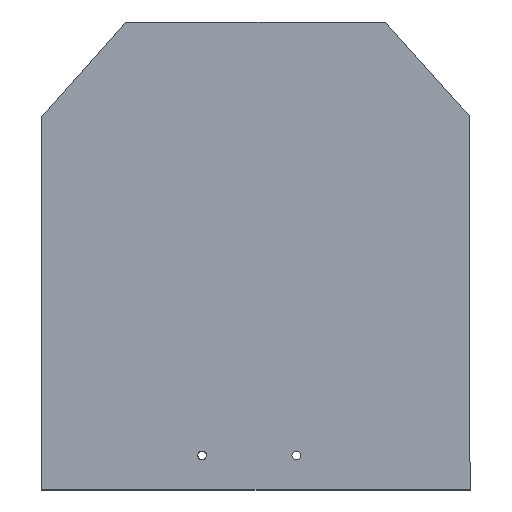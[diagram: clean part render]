
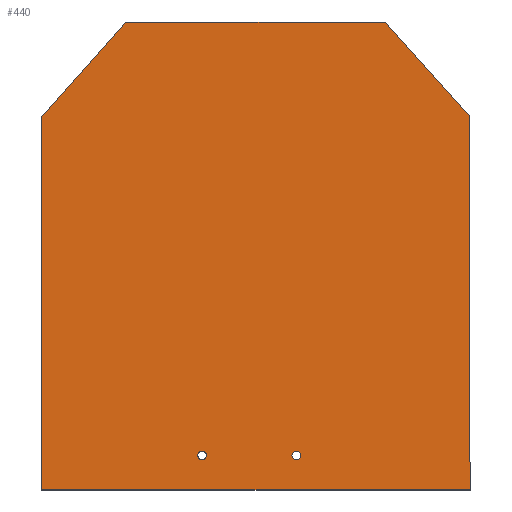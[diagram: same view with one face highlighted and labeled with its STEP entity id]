
A CAD part, top view. The second image highlights one B-rep face of the part: STEP entity #440.
In plain terms, the highlighted planar face has unit normal (0, 0, 1).
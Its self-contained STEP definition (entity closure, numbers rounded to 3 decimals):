
#35 = VERTEX_POINT('',#36);
#36 = CARTESIAN_POINT('',(129.2,-89.916,1.6));
#43 = PLANE('',#44);
#44 = AXIS2_PLACEMENT_3D('',#45,#46,#47);
#45 = CARTESIAN_POINT('',(129.2,-89.916,0.));
#46 = DIRECTION('',(0.747,-0.664,0.));
#47 = DIRECTION('',(-0.664,-0.747,0.));
#55 = PLANE('',#56);
#56 = AXIS2_PLACEMENT_3D('',#57,#58,#59);
#57 = CARTESIAN_POINT('',(150.2,-89.916,0.));
#58 = DIRECTION('',(0.,-1.,0.));
#59 = DIRECTION('',(-1.,0.,0.));
#67 = EDGE_CURVE('',#35,#68,#70,.T.);
#68 = VERTEX_POINT('',#69);
#69 = CARTESIAN_POINT('',(122.428,-97.536,1.6));
#70 = SURFACE_CURVE('',#71,(#75,#82),.PCURVE_S1.);
#71 = LINE('',#72,#73);
#72 = CARTESIAN_POINT('',(129.2,-89.916,1.6));
#73 = VECTOR('',#74,1.);
#74 = DIRECTION('',(-0.664,-0.747,0.));
#75 = PCURVE('',#43,#76);
#76 = DEFINITIONAL_REPRESENTATION('',(#77),#81);
#77 = LINE('',#78,#79);
#78 = CARTESIAN_POINT('',(0.,-1.6));
#79 = VECTOR('',#80,1.);
#80 = DIRECTION('',(1.,0.));
#81 = ( GEOMETRIC_REPRESENTATION_CONTEXT(2) 
PARAMETRIC_REPRESENTATION_CONTEXT() REPRESENTATION_CONTEXT('2D SPACE',''
  ) );
#82 = PCURVE('',#83,#88);
#83 = PLANE('',#84);
#84 = AXIS2_PLACEMENT_3D('',#85,#86,#87);
#85 = CARTESIAN_POINT('',(139.724,-110.155,1.6));
#86 = DIRECTION('',(0.,0.,1.));
#87 = DIRECTION('',(1.,0.,-0.));
#88 = DEFINITIONAL_REPRESENTATION('',(#89),#93);
#89 = LINE('',#90,#91);
#90 = CARTESIAN_POINT('',(-10.524,20.239));
#91 = VECTOR('',#92,1.);
#92 = DIRECTION('',(-0.664,-0.747));
#93 = ( GEOMETRIC_REPRESENTATION_CONTEXT(2) 
PARAMETRIC_REPRESENTATION_CONTEXT() REPRESENTATION_CONTEXT('2D SPACE',''
  ) );
#111 = PLANE('',#112);
#112 = AXIS2_PLACEMENT_3D('',#113,#114,#115);
#113 = CARTESIAN_POINT('',(122.428,-97.536,0.));
#114 = DIRECTION('',(1.,0.,-0.));
#115 = DIRECTION('',(0.,-1.,0.));
#155 = VERTEX_POINT('',#156);
#156 = CARTESIAN_POINT('',(150.2,-89.916,1.6));
#170 = PLANE('',#171);
#171 = AXIS2_PLACEMENT_3D('',#172,#173,#174);
#172 = CARTESIAN_POINT('',(156.972,-97.45,0.));
#173 = DIRECTION('',(-0.744,-0.668,0.));
#174 = DIRECTION('',(-0.668,0.744,0.));
#182 = EDGE_CURVE('',#155,#35,#183,.T.);
#183 = SURFACE_CURVE('',#184,(#188,#195),.PCURVE_S1.);
#184 = LINE('',#185,#186);
#185 = CARTESIAN_POINT('',(150.2,-89.916,1.6));
#186 = VECTOR('',#187,1.);
#187 = DIRECTION('',(-1.,0.,0.));
#188 = PCURVE('',#55,#189);
#189 = DEFINITIONAL_REPRESENTATION('',(#190),#194);
#190 = LINE('',#191,#192);
#191 = CARTESIAN_POINT('',(0.,-1.6));
#192 = VECTOR('',#193,1.);
#193 = DIRECTION('',(1.,0.));
#194 = ( GEOMETRIC_REPRESENTATION_CONTEXT(2) 
PARAMETRIC_REPRESENTATION_CONTEXT() REPRESENTATION_CONTEXT('2D SPACE',''
  ) );
#195 = PCURVE('',#83,#196);
#196 = DEFINITIONAL_REPRESENTATION('',(#197),#201);
#197 = LINE('',#198,#199);
#198 = CARTESIAN_POINT('',(10.476,20.239));
#199 = VECTOR('',#200,1.);
#200 = DIRECTION('',(-1.,0.));
#201 = ( GEOMETRIC_REPRESENTATION_CONTEXT(2) 
PARAMETRIC_REPRESENTATION_CONTEXT() REPRESENTATION_CONTEXT('2D SPACE',''
  ) );
#229 = EDGE_CURVE('',#68,#230,#232,.T.);
#230 = VERTEX_POINT('',#231);
#231 = CARTESIAN_POINT('',(122.428,-127.762,1.6));
#232 = SURFACE_CURVE('',#233,(#237,#244),.PCURVE_S1.);
#233 = LINE('',#234,#235);
#234 = CARTESIAN_POINT('',(122.428,-97.536,1.6));
#235 = VECTOR('',#236,1.);
#236 = DIRECTION('',(0.,-1.,0.));
#237 = PCURVE('',#111,#238);
#238 = DEFINITIONAL_REPRESENTATION('',(#239),#243);
#239 = LINE('',#240,#241);
#240 = CARTESIAN_POINT('',(0.,-1.6));
#241 = VECTOR('',#242,1.);
#242 = DIRECTION('',(1.,0.));
#243 = ( GEOMETRIC_REPRESENTATION_CONTEXT(2) 
PARAMETRIC_REPRESENTATION_CONTEXT() REPRESENTATION_CONTEXT('2D SPACE',''
  ) );
#244 = PCURVE('',#83,#245);
#245 = DEFINITIONAL_REPRESENTATION('',(#246),#250);
#246 = LINE('',#247,#248);
#247 = CARTESIAN_POINT('',(-17.296,12.619));
#248 = VECTOR('',#249,1.);
#249 = DIRECTION('',(0.,-1.));
#250 = ( GEOMETRIC_REPRESENTATION_CONTEXT(2) 
PARAMETRIC_REPRESENTATION_CONTEXT() REPRESENTATION_CONTEXT('2D SPACE',''
  ) );
#268 = PLANE('',#269);
#269 = AXIS2_PLACEMENT_3D('',#270,#271,#272);
#270 = CARTESIAN_POINT('',(122.428,-127.762,0.));
#271 = DIRECTION('',(0.,1.,0.));
#272 = DIRECTION('',(1.,0.,0.));
#345 = PLANE('',#346);
#346 = AXIS2_PLACEMENT_3D('',#347,#348,#349);
#347 = CARTESIAN_POINT('',(157.054,-127.762,0.));
#348 = DIRECTION('',(-1.,-0.003,0.));
#349 = DIRECTION('',(-0.003,1.,0.));
#398 = CYLINDRICAL_SURFACE('',#399,0.35);
#399 = AXIS2_PLACEMENT_3D('',#400,#401,#402);
#400 = CARTESIAN_POINT('',(135.382,-124.968,-0.8));
#401 = DIRECTION('',(0.,0.,1.));
#402 = DIRECTION('',(1.,0.,-0.));
#429 = CYLINDRICAL_SURFACE('',#430,0.35);
#430 = AXIS2_PLACEMENT_3D('',#431,#432,#433);
#431 = CARTESIAN_POINT('',(143.002,-124.968,-0.8));
#432 = DIRECTION('',(0.,0.,1.));
#433 = DIRECTION('',(1.,0.,-0.));
#440 = ADVANCED_FACE('',(#441,#513,#539),#83,.T.);
#441 = FACE_BOUND('',#442,.T.);
#442 = EDGE_LOOP('',(#443,#444,#445,#468,#491,#512));
#443 = ORIENTED_EDGE('',*,*,#67,.T.);
#444 = ORIENTED_EDGE('',*,*,#229,.T.);
#445 = ORIENTED_EDGE('',*,*,#446,.T.);
#446 = EDGE_CURVE('',#230,#447,#449,.T.);
#447 = VERTEX_POINT('',#448);
#448 = CARTESIAN_POINT('',(157.054,-127.762,1.6));
#449 = SURFACE_CURVE('',#450,(#454,#461),.PCURVE_S1.);
#450 = LINE('',#451,#452);
#451 = CARTESIAN_POINT('',(122.428,-127.762,1.6));
#452 = VECTOR('',#453,1.);
#453 = DIRECTION('',(1.,0.,0.));
#454 = PCURVE('',#83,#455);
#455 = DEFINITIONAL_REPRESENTATION('',(#456),#460);
#456 = LINE('',#457,#458);
#457 = CARTESIAN_POINT('',(-17.296,-17.607));
#458 = VECTOR('',#459,1.);
#459 = DIRECTION('',(1.,0.));
#460 = ( GEOMETRIC_REPRESENTATION_CONTEXT(2) 
PARAMETRIC_REPRESENTATION_CONTEXT() REPRESENTATION_CONTEXT('2D SPACE',''
  ) );
#461 = PCURVE('',#268,#462);
#462 = DEFINITIONAL_REPRESENTATION('',(#463),#467);
#463 = LINE('',#464,#465);
#464 = CARTESIAN_POINT('',(0.,-1.6));
#465 = VECTOR('',#466,1.);
#466 = DIRECTION('',(1.,0.));
#467 = ( GEOMETRIC_REPRESENTATION_CONTEXT(2) 
PARAMETRIC_REPRESENTATION_CONTEXT() REPRESENTATION_CONTEXT('2D SPACE',''
  ) );
#468 = ORIENTED_EDGE('',*,*,#469,.T.);
#469 = EDGE_CURVE('',#447,#470,#472,.T.);
#470 = VERTEX_POINT('',#471);
#471 = CARTESIAN_POINT('',(156.972,-97.45,1.6));
#472 = SURFACE_CURVE('',#473,(#477,#484),.PCURVE_S1.);
#473 = LINE('',#474,#475);
#474 = CARTESIAN_POINT('',(157.054,-127.762,1.6));
#475 = VECTOR('',#476,1.);
#476 = DIRECTION('',(-0.003,1.,0.));
#477 = PCURVE('',#83,#478);
#478 = DEFINITIONAL_REPRESENTATION('',(#479),#483);
#479 = LINE('',#480,#481);
#480 = CARTESIAN_POINT('',(17.33,-17.607));
#481 = VECTOR('',#482,1.);
#482 = DIRECTION('',(-0.003,1.));
#483 = ( GEOMETRIC_REPRESENTATION_CONTEXT(2) 
PARAMETRIC_REPRESENTATION_CONTEXT() REPRESENTATION_CONTEXT('2D SPACE',''
  ) );
#484 = PCURVE('',#345,#485);
#485 = DEFINITIONAL_REPRESENTATION('',(#486),#490);
#486 = LINE('',#487,#488);
#487 = CARTESIAN_POINT('',(0.,-1.6));
#488 = VECTOR('',#489,1.);
#489 = DIRECTION('',(1.,0.));
#490 = ( GEOMETRIC_REPRESENTATION_CONTEXT(2) 
PARAMETRIC_REPRESENTATION_CONTEXT() REPRESENTATION_CONTEXT('2D SPACE',''
  ) );
#491 = ORIENTED_EDGE('',*,*,#492,.T.);
#492 = EDGE_CURVE('',#470,#155,#493,.T.);
#493 = SURFACE_CURVE('',#494,(#498,#505),.PCURVE_S1.);
#494 = LINE('',#495,#496);
#495 = CARTESIAN_POINT('',(156.972,-97.45,1.6));
#496 = VECTOR('',#497,1.);
#497 = DIRECTION('',(-0.668,0.744,0.));
#498 = PCURVE('',#83,#499);
#499 = DEFINITIONAL_REPRESENTATION('',(#500),#504);
#500 = LINE('',#501,#502);
#501 = CARTESIAN_POINT('',(17.248,12.705));
#502 = VECTOR('',#503,1.);
#503 = DIRECTION('',(-0.668,0.744));
#504 = ( GEOMETRIC_REPRESENTATION_CONTEXT(2) 
PARAMETRIC_REPRESENTATION_CONTEXT() REPRESENTATION_CONTEXT('2D SPACE',''
  ) );
#505 = PCURVE('',#170,#506);
#506 = DEFINITIONAL_REPRESENTATION('',(#507),#511);
#507 = LINE('',#508,#509);
#508 = CARTESIAN_POINT('',(0.,-1.6));
#509 = VECTOR('',#510,1.);
#510 = DIRECTION('',(1.,0.));
#511 = ( GEOMETRIC_REPRESENTATION_CONTEXT(2) 
PARAMETRIC_REPRESENTATION_CONTEXT() REPRESENTATION_CONTEXT('2D SPACE',''
  ) );
#512 = ORIENTED_EDGE('',*,*,#182,.T.);
#513 = FACE_BOUND('',#514,.T.);
#514 = EDGE_LOOP('',(#515));
#515 = ORIENTED_EDGE('',*,*,#516,.F.);
#516 = EDGE_CURVE('',#517,#517,#519,.T.);
#517 = VERTEX_POINT('',#518);
#518 = CARTESIAN_POINT('',(135.732,-124.968,1.6));
#519 = SURFACE_CURVE('',#520,(#525,#532),.PCURVE_S1.);
#520 = CIRCLE('',#521,0.35);
#521 = AXIS2_PLACEMENT_3D('',#522,#523,#524);
#522 = CARTESIAN_POINT('',(135.382,-124.968,1.6));
#523 = DIRECTION('',(0.,0.,1.));
#524 = DIRECTION('',(1.,0.,-0.));
#525 = PCURVE('',#83,#526);
#526 = DEFINITIONAL_REPRESENTATION('',(#527),#531);
#527 = CIRCLE('',#528,0.35);
#528 = AXIS2_PLACEMENT_2D('',#529,#530);
#529 = CARTESIAN_POINT('',(-4.342,-14.813));
#530 = DIRECTION('',(1.,0.));
#531 = ( GEOMETRIC_REPRESENTATION_CONTEXT(2) 
PARAMETRIC_REPRESENTATION_CONTEXT() REPRESENTATION_CONTEXT('2D SPACE',''
  ) );
#532 = PCURVE('',#398,#533);
#533 = DEFINITIONAL_REPRESENTATION('',(#534),#538);
#534 = LINE('',#535,#536);
#535 = CARTESIAN_POINT('',(0.,2.4));
#536 = VECTOR('',#537,1.);
#537 = DIRECTION('',(1.,0.));
#538 = ( GEOMETRIC_REPRESENTATION_CONTEXT(2) 
PARAMETRIC_REPRESENTATION_CONTEXT() REPRESENTATION_CONTEXT('2D SPACE',''
  ) );
#539 = FACE_BOUND('',#540,.T.);
#540 = EDGE_LOOP('',(#541));
#541 = ORIENTED_EDGE('',*,*,#542,.F.);
#542 = EDGE_CURVE('',#543,#543,#545,.T.);
#543 = VERTEX_POINT('',#544);
#544 = CARTESIAN_POINT('',(143.352,-124.968,1.6));
#545 = SURFACE_CURVE('',#546,(#551,#558),.PCURVE_S1.);
#546 = CIRCLE('',#547,0.35);
#547 = AXIS2_PLACEMENT_3D('',#548,#549,#550);
#548 = CARTESIAN_POINT('',(143.002,-124.968,1.6));
#549 = DIRECTION('',(0.,0.,1.));
#550 = DIRECTION('',(1.,0.,-0.));
#551 = PCURVE('',#83,#552);
#552 = DEFINITIONAL_REPRESENTATION('',(#553),#557);
#553 = CIRCLE('',#554,0.35);
#554 = AXIS2_PLACEMENT_2D('',#555,#556);
#555 = CARTESIAN_POINT('',(3.278,-14.813));
#556 = DIRECTION('',(1.,0.));
#557 = ( GEOMETRIC_REPRESENTATION_CONTEXT(2) 
PARAMETRIC_REPRESENTATION_CONTEXT() REPRESENTATION_CONTEXT('2D SPACE',''
  ) );
#558 = PCURVE('',#429,#559);
#559 = DEFINITIONAL_REPRESENTATION('',(#560),#564);
#560 = LINE('',#561,#562);
#561 = CARTESIAN_POINT('',(0.,2.4));
#562 = VECTOR('',#563,1.);
#563 = DIRECTION('',(1.,0.));
#564 = ( GEOMETRIC_REPRESENTATION_CONTEXT(2) 
PARAMETRIC_REPRESENTATION_CONTEXT() REPRESENTATION_CONTEXT('2D SPACE',''
  ) );
